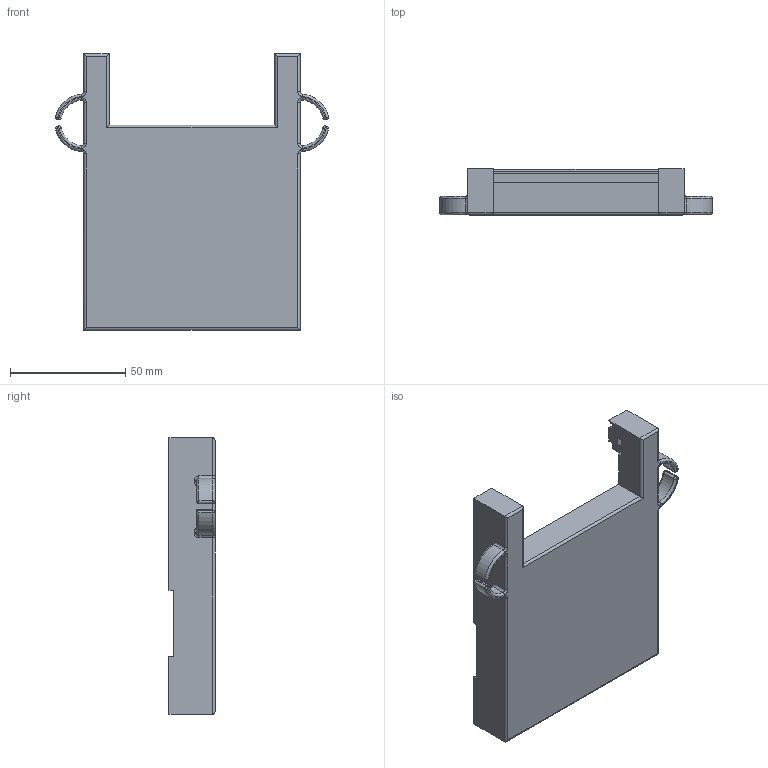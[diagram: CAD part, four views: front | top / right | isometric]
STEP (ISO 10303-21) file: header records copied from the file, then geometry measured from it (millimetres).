
FILE_DESCRIPTION( ( '' ), ' ' );
FILE_NAME( '563c9bf4e4b0be2238951c52.step', '2015-11-06T12:24:21', ( '' ), ( '' ), ' ', ' ', ' ' );
FILE_SCHEMA( ( 'AUTOMOTIVE_DESIGN { 1 0 10303 214 1 1 1 1 }' ) );
Length unit declared in the file: metre
Products named in the file (1): Part 1
Bounding box: 118.5 x 20 x 120 mm (x, y, z)
Volume: 41751.4 mm3; surface area: 35132.4 mm2
Topology: 1 solids, 1 shells, 210 faces, 536 edges, 322 vertices
Faces by surface type: plane 112, cylinder 54, torus 24, sphere 12, bspline 8
Full cylindrical faces by diameter (mm): 3 x8
Entity records: 7825 total; most frequent: CARTESIAN_POINT 2869, DIRECTION 1042, ORIENTED_EDGE 1016, EDGE_CURVE 508, AXIS2_PLACEMENT_3D 351, LINE 340, VECTOR 340, VERTEX_POINT 308
